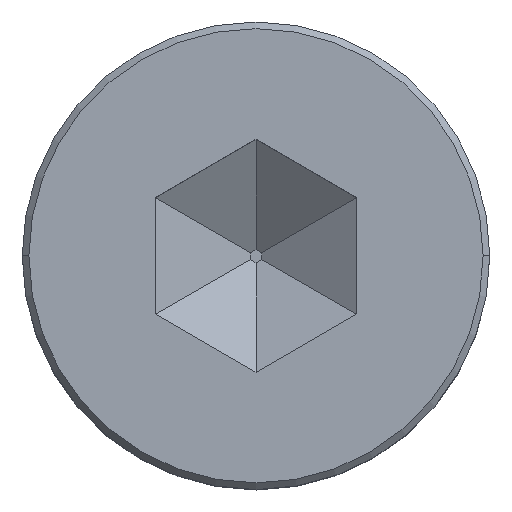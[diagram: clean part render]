
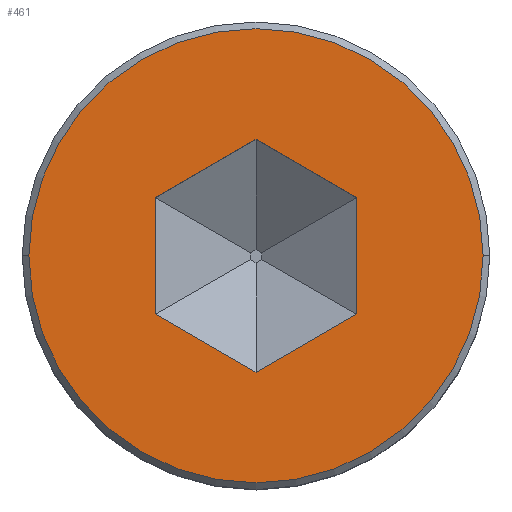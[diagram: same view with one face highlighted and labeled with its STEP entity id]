
A CAD part, top view. The second image highlights one B-rep face of the part: STEP entity #461.
In plain terms, the highlighted planar face has unit normal (0, 0, 1).
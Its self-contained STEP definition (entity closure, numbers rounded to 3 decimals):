
#83=DIRECTION('',(-0.866,-0.5,0.));
#84=VECTOR('',#83,1.744);
#85=CARTESIAN_POINT('',(0.,1.744,14.));
#86=LINE('',#85,#84);
#87=DIRECTION('',(0.,-1.,0.));
#88=VECTOR('',#87,1.744);
#89=CARTESIAN_POINT('',(-1.51,0.872,14.));
#90=LINE('',#89,#88);
#91=DIRECTION('',(0.866,-0.5,0.));
#92=VECTOR('',#91,1.744);
#93=CARTESIAN_POINT('',(-1.51,-0.872,14.));
#94=LINE('',#93,#92);
#95=DIRECTION('',(0.866,0.5,0.));
#96=VECTOR('',#95,1.744);
#97=CARTESIAN_POINT('',(0.,-1.744,14.));
#98=LINE('',#97,#96);
#99=DIRECTION('',(0.,1.,0.));
#100=VECTOR('',#99,1.744);
#101=CARTESIAN_POINT('',(1.51,-0.872,14.));
#102=LINE('',#101,#100);
#103=DIRECTION('',(-0.866,0.5,0.));
#104=VECTOR('',#103,1.744);
#105=CARTESIAN_POINT('',(1.51,0.872,14.));
#106=LINE('',#105,#104);
#107=CARTESIAN_POINT('',(0.,0.,14.));
#108=DIRECTION('',(0.,0.,1.));
#109=DIRECTION('',(1.,0.,0.));
#110=AXIS2_PLACEMENT_3D('',#107,#108,#109);
#112=CARTESIAN_POINT('',(0.,0.,14.));
#113=DIRECTION('',(0.,0.,1.));
#114=DIRECTION('',(-1.,0.,0.));
#115=AXIS2_PLACEMENT_3D('',#112,#113,#114);
#235=CARTESIAN_POINT('',(0.,1.744,14.));
#236=CARTESIAN_POINT('',(-1.51,0.872,14.));
#237=VERTEX_POINT('',#235);
#238=VERTEX_POINT('',#236);
#239=CARTESIAN_POINT('',(-1.51,-0.872,14.));
#240=VERTEX_POINT('',#239);
#241=CARTESIAN_POINT('',(0.,-1.744,14.));
#242=VERTEX_POINT('',#241);
#243=CARTESIAN_POINT('',(1.51,-0.872,14.));
#244=VERTEX_POINT('',#243);
#245=CARTESIAN_POINT('',(1.51,0.872,14.));
#246=VERTEX_POINT('',#245);
#255=CARTESIAN_POINT('',(3.4,0.,14.));
#256=CARTESIAN_POINT('',(-3.4,0.,14.));
#257=VERTEX_POINT('',#255);
#258=VERTEX_POINT('',#256);
#437=CARTESIAN_POINT('',(0.,0.,14.));
#438=DIRECTION('',(0.,0.,1.));
#439=DIRECTION('',(1.,0.,0.));
#440=AXIS2_PLACEMENT_3D('',#437,#438,#439);
#441=PLANE('',#440);
#443=ORIENTED_EDGE('',*,*,#442,.F.);
#444=ORIENTED_EDGE('',*,*,#427,.F.);
#445=EDGE_LOOP('',(#443,#444));
#446=FACE_OUTER_BOUND('',#445,.F.);
#448=ORIENTED_EDGE('',*,*,#447,.T.);
#450=ORIENTED_EDGE('',*,*,#449,.T.);
#452=ORIENTED_EDGE('',*,*,#451,.T.);
#454=ORIENTED_EDGE('',*,*,#453,.T.);
#456=ORIENTED_EDGE('',*,*,#455,.T.);
#458=ORIENTED_EDGE('',*,*,#457,.T.);
#459=EDGE_LOOP('',(#448,#450,#452,#454,#456,#458));
#460=FACE_BOUND('',#459,.F.);
#461=ADVANCED_FACE('',(#446,#460),#441,.T.);
#111=CIRCLE('',#110,3.4);
#116=CIRCLE('',#115,3.4);
#427=EDGE_CURVE('',#258,#257,#116,.T.);
#442=EDGE_CURVE('',#257,#258,#111,.T.);
#447=EDGE_CURVE('',#237,#238,#86,.T.);
#449=EDGE_CURVE('',#238,#240,#90,.T.);
#451=EDGE_CURVE('',#240,#242,#94,.T.);
#453=EDGE_CURVE('',#242,#244,#98,.T.);
#455=EDGE_CURVE('',#244,#246,#102,.T.);
#457=EDGE_CURVE('',#246,#237,#106,.T.);
